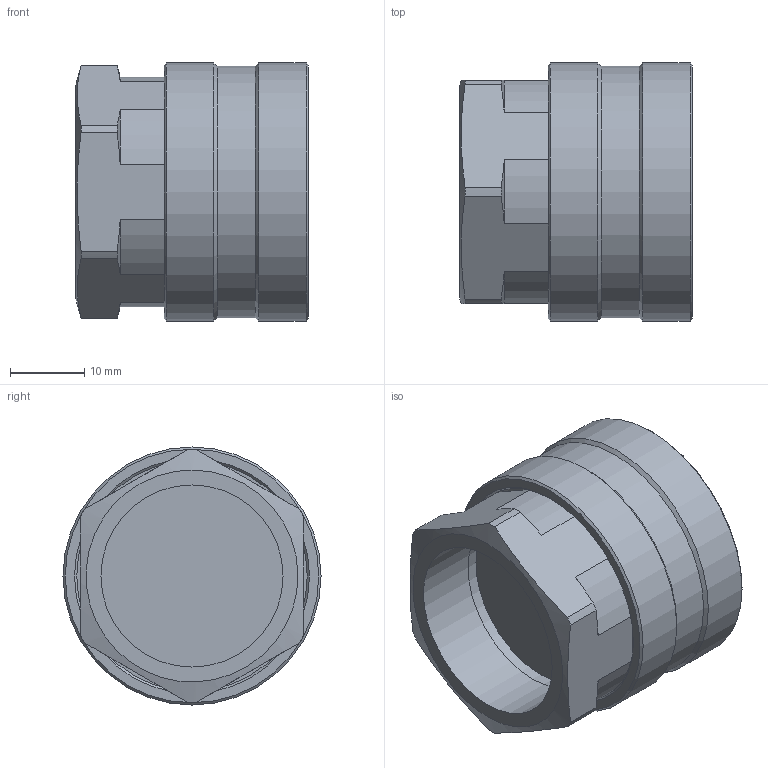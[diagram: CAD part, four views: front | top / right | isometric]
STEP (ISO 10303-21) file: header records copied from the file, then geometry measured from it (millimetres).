
FILE_DESCRIPTION(/* description */ ('Unknown'),/* implementation_level */ '2;1');
FILE_NAME(/* name */ '200045210',/* time_stamp */ '2022-05-18T08:49:54+02:00',/* author */ ('Unknown'),/* organization */ ('Unknown'),/* preprocessor_version */ 'ST-DEVELOPER v18.102',/* originating_system */ 'Solid Edge',/* authorisation */ 'Unknown');
FILE_SCHEMA (('AUTOMOTIVE_DESIGN {1 0 10303 214 3 1 1}'));
Length unit declared in the file: millimetre
Products named in the file (1): Part1
Bounding box: 31.3 x 34.7 x 34.7 mm (x, y, z)
Volume: 16084.8 mm3; surface area: 10463 mm2
Topology: 2 solids, 2 shells, 65 faces, 155 edges, 98 vertices
Faces by surface type: cylinder 30, cone 18, plane 16, torus 1
Full cylindrical faces by diameter (mm): 4.85 x3, 5.2 x3, 22.1 x1, 24.5 x2, 26.45 x1, 28 x2, 28.8 x1, 31 x1, 32 x1, 33.8 x1, 34.7 x2
Entity records: 2111 total; most frequent: CARTESIAN_POINT 390, DIRECTION 282, ORIENTED_EDGE 228, AXIS2_PLACEMENT_3D 126, EDGE_CURVE 114, EDGE_LOOP 110, FACE_BOUND 110, VERTEX_POINT 90
